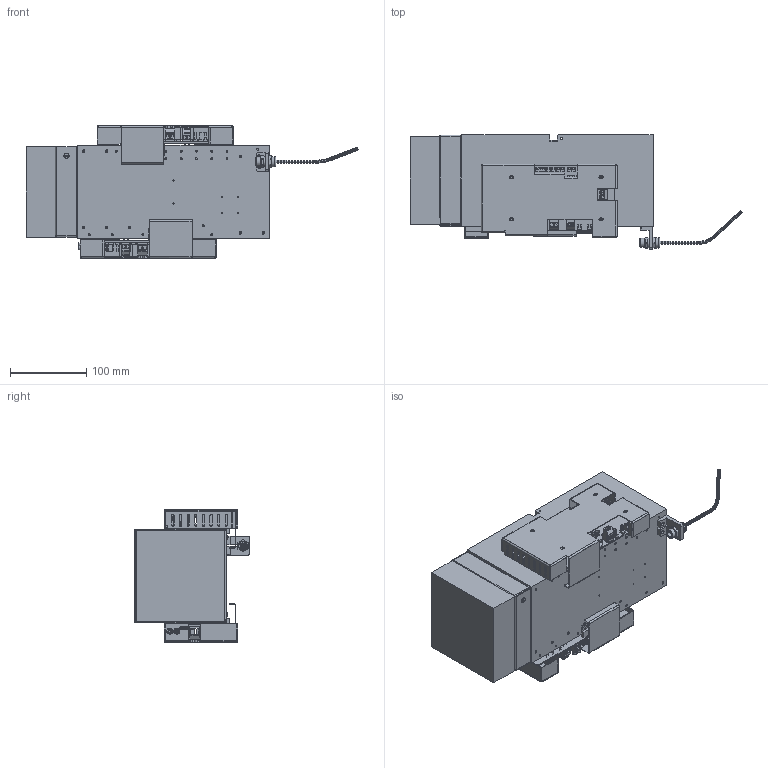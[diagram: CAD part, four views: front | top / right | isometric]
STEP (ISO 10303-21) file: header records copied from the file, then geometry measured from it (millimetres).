
FILE_DESCRIPTION (( 'STEP AP203' ), '1' );
FILE_NAME ('CCM_grand-LAV17_200-2cartes.STEP', '2023-07-12T12:21:41', ( '' ), ( '' ), 'SwSTEP 2.0', 'SolidWorks 2021', '' );
FILE_SCHEMA (( 'CONFIG_CONTROL_DESIGN' ));
Products named in the file (1): CCM_grand-LAV17_200-2cartes
Bounding box: 434.42 x 150 x 174.29 mm (x, y, z)
Surface area: 1776437.2 mm2 (no closed solid volume)
Topology: 0 solids, 143 shells, 2047 faces, 7348 edges, 5355 vertices
Faces by surface type: plane 1416, cylinder 570, torus 37, cone 12, sphere 9, bspline 3
Full cylindrical faces by diameter (mm): 1.6 x6, 1.8 x2, 2.5 x24, 3 x25, 3.3 x15, 4 x31, 4.08 x1, 4.5 x2, 6.5 x1, 7.2 x1, 8 x4, 10.5 x1, 12 x1, 12.5 x1, 13.6 x2
Entity records: 80676 total; most frequent: CARTESIAN_POINT 18020, DIRECTION 12646, ORIENTED_EDGE 11466, EDGE_CURVE 7207, VECTOR 5448, LINE 5448, VERTEX_POINT 5343, AXIS2_PLACEMENT_3D 3599
